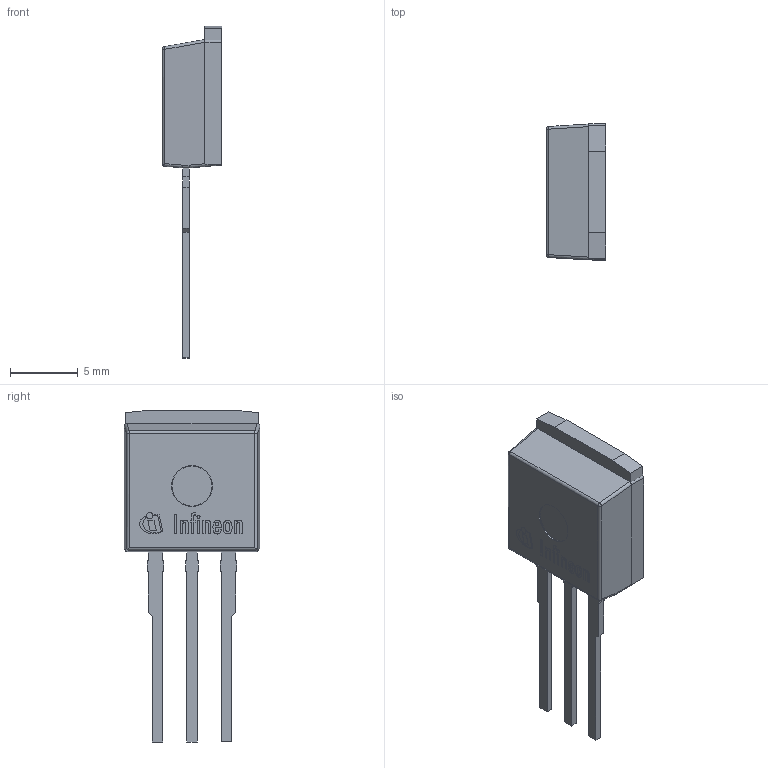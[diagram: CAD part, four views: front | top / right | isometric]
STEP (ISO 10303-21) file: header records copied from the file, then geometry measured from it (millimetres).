
FILE_DESCRIPTION(/* description */ (''),/* implementation_level */ '2;1');
FILE_NAME(/* name */ '1.stp',/* time_stamp */ '2024-06-14T19:24:37+05:30',/* author */ ('sivamani'),/* organization */ (''),/* preprocessor_version */ 'ST-DEVELOPER v19.2',/* originating_system */ 'AutoCAD Mechanical',/* authorisation */ '');
FILE_SCHEMA (('AUTOMOTIVE_DESIGN { 1 0 10303 214 3 1 1 }'));
Length unit declared in the file: millimetre
Products named in the file (1): Product
Bounding box: 4.41 x 10 x 24.45 mm (x, y, z)
Volume: 494.4 mm3; surface area: 634.3 mm2
Topology: 17 solids, 17 shells, 293 faces, 768 edges, 510 vertices
Faces by surface type: plane 159, cylinder 131, sphere 2, torus 1
Full cylindrical faces by diameter (mm): 0.231 x1, 0.476 x1, 3 x1
Entity records: 9127 total; most frequent: DIRECTION 1621, CARTESIAN_POINT 1590, ORIENTED_EDGE 1536, EDGE_CURVE 768, AXIS2_PLACEMENT_3D 561, VERTEX_POINT 510, LINE 499, VECTOR 499
